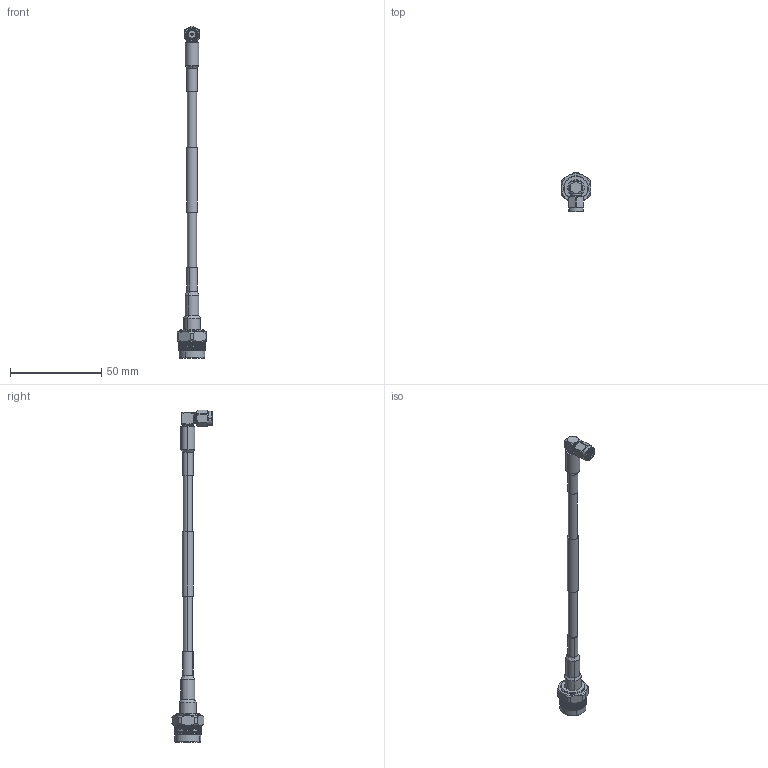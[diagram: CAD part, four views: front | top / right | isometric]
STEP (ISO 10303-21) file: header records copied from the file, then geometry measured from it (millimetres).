
FILE_DESCRIPTION (( 'STEP AP214' ), '1' );
FILE_NAME ('FMC00533.step', '2021-04-29T22:07:04', ( '' ), ( '' ), 'SwSTEP 2.0', 'SolidWorks 2020', '' );
FILE_SCHEMA (( 'AUTOMOTIVE_DESIGN' ));
Length unit declared in the file: inch
Products named in the file (5): SC7030^FMC00533_Heat Shrink; FMC00533; EZ-200-TM-X^FMC00533_Heat Shrink; LMR-200-FR^FMC00533_LMR-200; Center label^FMC00533
Assembly tree (4 placements, depth 2):
  FMC00533
    LMR-200-FR^FMC00533_LMR-200
    Center label^FMC00533
    SC7030^FMC00533_Heat Shrink
    EZ-200-TM-X^FMC00533_Heat Shrink
Bounding box: 15.88 x 21.96 x 181.72 mm (x, y, z)
Volume: 8072.4 mm3; surface area: 6365.7 mm2
Topology: 5 solids, 5 shells, 2275 faces, 5265 edges, 3020 vertices
Faces by surface type: bspline 1412, cylinder 579, plane 171, cone 105, torus 8
Entity records: 76920 total; most frequent: CARTESIAN_POINT 41666, ORIENTED_EDGE 10530, EDGE_CURVE 5265, DIRECTION 3376, VERTEX_POINT 3020, EDGE_LOOP 2295, ADVANCED_FACE 2275, FACE_OUTER_BOUND 2275
